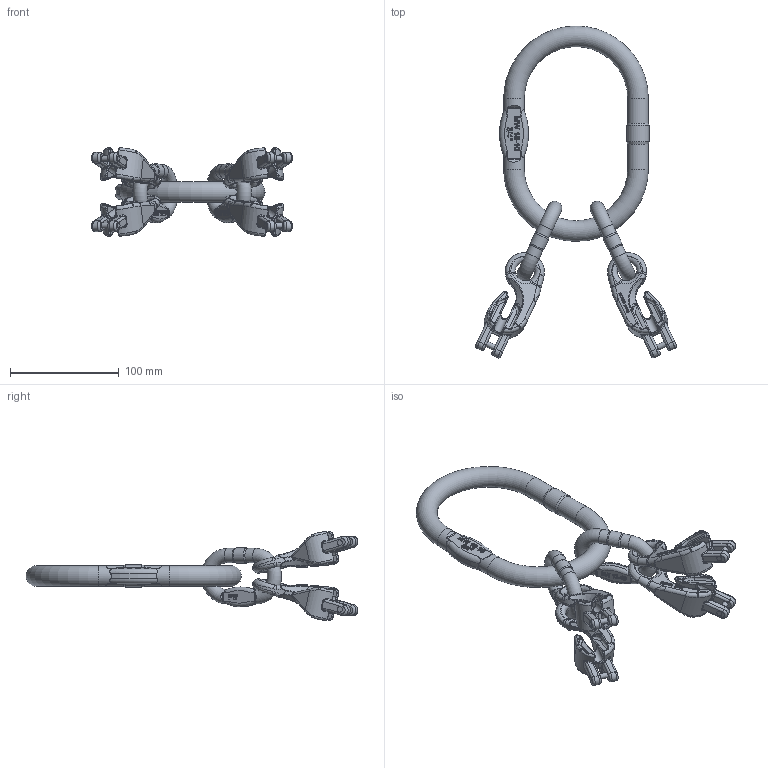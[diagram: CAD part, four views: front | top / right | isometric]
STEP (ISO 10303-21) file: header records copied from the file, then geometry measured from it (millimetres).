
FILE_DESCRIPTION(/* description */ (''),/* implementation_level */ '2;1');
FILE_NAME(/* name */ 'VMXKW4-6 Kundenmodell.stp',/* time_stamp */ '2017-11-09T16:23:22+01:00',/* author */ (''),/* organization */ (''),/* preprocessor_version */ 'ST-DEVELOPER v16',/* originating_system */ 'SIEMENS PLM Software NX 11.0',/* authorisation */ '');
FILE_SCHEMA (('AUTOMOTIVE_DESIGN { 1 0 10303 214 3 1 1 1 }'));
Length unit declared in the file: millimetre
Products named in the file (1): zer1B14471C53ji
Bounding box: 184.7 x 305.13 x 81.64 mm (x, y, z)
Volume: 317736 mm3; surface area: 87359.5 mm2
Topology: 11 solids, 11 shells, 2292 faces, 5787 edges, 3588 vertices
Faces by surface type: plane 782, extrusion 497, bspline 448, cylinder 393, torus 118, sphere 32, cone 22
Full cylindrical faces by diameter (mm): 5 x12, 13 x4, 13.975 x2, 19 x4, 20.425 x1
Entity records: 83651 total; most frequent: CARTESIAN_POINT 33840, ORIENTED_EDGE 11416, DIRECTION 8127, EDGE_CURVE 5708, VERTEX_POINT 3568, VECTOR 2751, AXIS2_PLACEMENT_3D 2688, B_SPLINE_CURVE_WITH_KNOTS 2567
